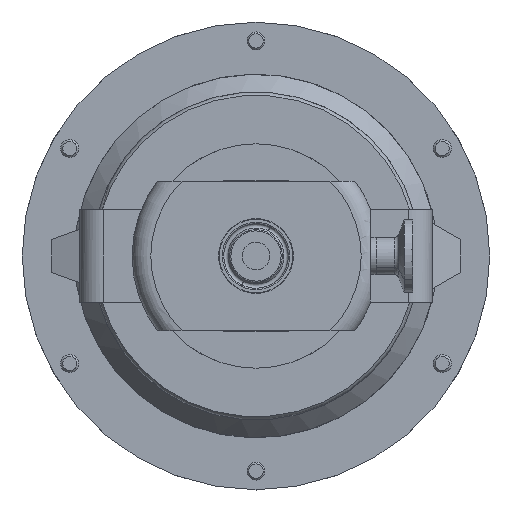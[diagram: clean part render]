
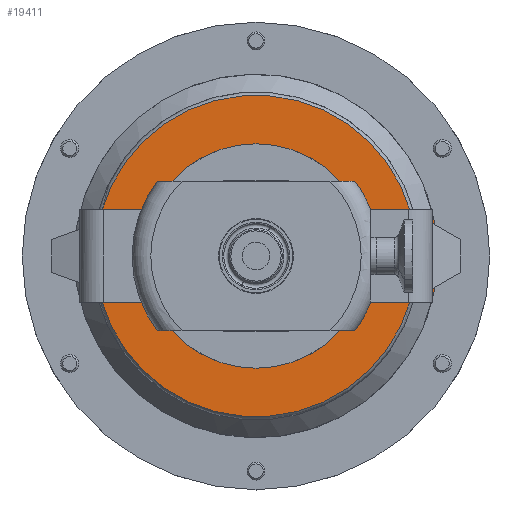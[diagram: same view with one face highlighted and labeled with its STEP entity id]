
A CAD part, front view. The second image highlights one B-rep face of the part: STEP entity #19411.
In plain terms, the highlighted planar face has unit normal (0, -1, 0).
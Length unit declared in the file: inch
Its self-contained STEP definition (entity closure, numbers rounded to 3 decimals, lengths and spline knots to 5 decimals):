
#99 = VERTEX_POINT ( 'NONE', #9268 ) ;
#821 = DIRECTION ( 'NONE',  ( 0., -1., 0. ) ) ;
#1113 = EDGE_CURVE ( 'NONE', #14732, #19318, #22466, .T. ) ;
#1457 = DIRECTION ( 'NONE',  ( 1., 0., 0. ) ) ;
#1467 = VERTEX_POINT ( 'NONE', #3825 ) ;
#1584 = VERTEX_POINT ( 'NONE', #20640 ) ;
#1959 = CARTESIAN_POINT ( 'NONE',  ( 0., 6.892, 0. ) ) ;
#2752 = AXIS2_PLACEMENT_3D ( 'NONE', #1959, #14677, #7575 ) ;
#2794 = ORIENTED_EDGE ( 'NONE', *, *, #20332, .T. ) ;
#2799 = CARTESIAN_POINT ( 'NONE',  ( 0., 6.892, 1.5 ) ) ;
#3321 = CIRCLE ( 'NONE', #6820, 2.14874 ) ;
#3397 = ORIENTED_EDGE ( 'NONE', *, *, #6335, .F. ) ;
#3825 = CARTESIAN_POINT ( 'NONE',  ( -2.11301, 6.892, -0.585 ) ) ;
#3830 = DIRECTION ( 'NONE',  ( 0., -1., 0. ) ) ;
#4032 = ORIENTED_EDGE ( 'NONE', *, *, #9236, .T. ) ;
#4335 = CARTESIAN_POINT ( 'NONE',  ( 0., 6.892, 0. ) ) ;
#4526 = CARTESIAN_POINT ( 'NONE',  ( 0., 6.892, 0. ) ) ;
#4616 = CARTESIAN_POINT ( 'NONE',  ( 2.06757, 6.892, -0.585 ) ) ;
#4727 = CARTESIAN_POINT ( 'NONE',  ( -2.11301, 6.892, -0.585 ) ) ;
#4820 = DIRECTION ( 'NONE',  ( -1., 0., 0. ) ) ;
#4935 = EDGE_CURVE ( 'NONE', #1584, #1467, #5059, .T. ) ;
#4971 = CARTESIAN_POINT ( 'NONE',  ( -2.11301, 6.892, 0.585 ) ) ;
#5059 = CIRCLE ( 'NONE', #2752, 2.1925 ) ;
#5731 = CIRCLE ( 'NONE', #22272, 1.5 ) ;
#6124 = DIRECTION ( 'NONE',  ( -1., 0., 0. ) ) ;
#6225 = DIRECTION ( 'NONE',  ( 1., 0., 0. ) ) ;
#6335 = EDGE_CURVE ( 'NONE', #14574, #23223, #11821, .T. ) ;
#6820 = AXIS2_PLACEMENT_3D ( 'NONE', #16678, #3830, #9235 ) ;
#7079 = VECTOR ( 'NONE', #23033, 39.37008 ) ;
#7231 = CARTESIAN_POINT ( 'NONE',  ( 0., 6.892, 0. ) ) ;
#7407 = CIRCLE ( 'NONE', #20387, 2.4285 ) ;
#7466 = VECTOR ( 'NONE', #13677, 39.37008 ) ;
#7509 = VECTOR ( 'NONE', #6124, 39.37008 ) ;
#7575 = DIRECTION ( 'NONE',  ( 1., 0., 0. ) ) ;
#7728 = CARTESIAN_POINT ( 'NONE',  ( 0., 6.892, -0.46 ) ) ;
#7776 = ORIENTED_EDGE ( 'NONE', *, *, #21976, .T. ) ;
#8144 = DIRECTION ( 'NONE',  ( 0., -1., 0. ) ) ;
#8377 = AXIS2_PLACEMENT_3D ( 'NONE', #7728, #13450, #16925 ) ;
#8391 = CARTESIAN_POINT ( 'NONE',  ( 2.35699, 6.892, 0.585 ) ) ;
#8641 = EDGE_CURVE ( 'NONE', #23223, #14574, #5731, .T. ) ;
#9235 = DIRECTION ( 'NONE',  ( 1., 0., 0. ) ) ;
#9236 = EDGE_CURVE ( 'NONE', #1467, #22198, #17195, .T. ) ;
#9268 = CARTESIAN_POINT ( 'NONE',  ( -2.06757, 6.892, 0.585 ) ) ;
#9499 = PLANE ( 'NONE',  #8377 ) ;
#10157 = VERTEX_POINT ( 'NONE', #4616 ) ;
#10623 = FACE_OUTER_BOUND ( 'NONE', #20442, .T. ) ;
#10858 = DIRECTION ( 'NONE',  ( 0., -1., 0. ) ) ;
#11522 = CARTESIAN_POINT ( 'NONE',  ( 2.35699, 6.892, -0.585 ) ) ;
#11537 = ORIENTED_EDGE ( 'NONE', *, *, #8641, .F. ) ;
#11610 = VECTOR ( 'NONE', #4820, 39.37008 ) ;
#11679 = EDGE_LOOP ( 'NONE', ( #3397, #11537 ) ) ;
#11726 = EDGE_CURVE ( 'NONE', #23700, #12080, #16281, .T. ) ;
#11821 = CIRCLE ( 'NONE', #16471, 1.5 ) ;
#12080 = VERTEX_POINT ( 'NONE', #22322 ) ;
#12334 = ORIENTED_EDGE ( 'NONE', *, *, #22192, .T. ) ;
#12794 = LINE ( 'NONE', #4971, #11610 ) ;
#12981 = AXIS2_PLACEMENT_3D ( 'NONE', #7231, #10858, #1457 ) ;
#13112 = CARTESIAN_POINT ( 'NONE',  ( 0., 6.892, 0. ) ) ;
#13181 = EDGE_CURVE ( 'NONE', #22198, #10157, #23761, .T. ) ;
#13450 = DIRECTION ( 'NONE',  ( 0., 1., 0. ) ) ;
#13677 = DIRECTION ( 'NONE',  ( 1., 0., 0. ) ) ;
#13868 = DIRECTION ( 'NONE',  ( 1., 0., 0. ) ) ;
#14574 = VERTEX_POINT ( 'NONE', #18773 ) ;
#14677 = DIRECTION ( 'NONE',  ( 0., -1., 0. ) ) ;
#14732 = VERTEX_POINT ( 'NONE', #8391 ) ;
#14794 = CARTESIAN_POINT ( 'NONE',  ( -2.06757, 6.892, -0.585 ) ) ;
#15259 = LINE ( 'NONE', #4727, #7466 ) ;
#15308 = DIRECTION ( 'NONE',  ( 0., 0., -1. ) ) ;
#15350 = EDGE_CURVE ( 'NONE', #99, #1584, #12794, .T. ) ;
#15547 = DIRECTION ( 'NONE',  ( 0., 0., -1. ) ) ;
#16281 = CIRCLE ( 'NONE', #12981, 2.4285 ) ;
#16471 = AXIS2_PLACEMENT_3D ( 'NONE', #4335, #18894, #15308 ) ;
#16678 = CARTESIAN_POINT ( 'NONE',  ( 0., 6.892, 0. ) ) ;
#16925 = DIRECTION ( 'NONE',  ( 1., 0., 0. ) ) ;
#17195 = LINE ( 'NONE', #17421, #7079 ) ;
#17421 = CARTESIAN_POINT ( 'NONE',  ( -2.11301, 6.892, -0.585 ) ) ;
#17529 = FACE_BOUND ( 'NONE', #11679, .T. ) ;
#18250 = ORIENTED_EDGE ( 'NONE', *, *, #11726, .T. ) ;
#18622 = ORIENTED_EDGE ( 'NONE', *, *, #13181, .T. ) ;
#18773 = CARTESIAN_POINT ( 'NONE',  ( 0., 6.892, -1.5 ) ) ;
#18894 = DIRECTION ( 'NONE',  ( 0., -1., 0. ) ) ;
#19093 = CARTESIAN_POINT ( 'NONE',  ( 0., 6.892, 0. ) ) ;
#19132 = ORIENTED_EDGE ( 'NONE', *, *, #4935, .T. ) ;
#19318 = VERTEX_POINT ( 'NONE', #20272 ) ;
#19408 = ORIENTED_EDGE ( 'NONE', *, *, #1113, .T. ) ;
#19411 = ADVANCED_FACE ( 'NONE', ( #17529, #10623 ), #9499, .F. ) ;
#20211 = AXIS2_PLACEMENT_3D ( 'NONE', #4526, #22773, #6225 ) ;
#20272 = CARTESIAN_POINT ( 'NONE',  ( 2.06757, 6.892, 0.585 ) ) ;
#20332 = EDGE_CURVE ( 'NONE', #10157, #23700, #15259, .T. ) ;
#20387 = AXIS2_PLACEMENT_3D ( 'NONE', #19093, #8144, #13868 ) ;
#20442 = EDGE_LOOP ( 'NONE', ( #12334, #22557, #19132, #4032, #18622, #2794, #18250, #7776, #19408 ) ) ;
#20640 = CARTESIAN_POINT ( 'NONE',  ( -2.11301, 6.892, 0.585 ) ) ;
#21976 = EDGE_CURVE ( 'NONE', #12080, #14732, #7407, .T. ) ;
#22192 = EDGE_CURVE ( 'NONE', #19318, #99, #3321, .T. ) ;
#22198 = VERTEX_POINT ( 'NONE', #14794 ) ;
#22272 = AXIS2_PLACEMENT_3D ( 'NONE', #13112, #821, #15547 ) ;
#22322 = CARTESIAN_POINT ( 'NONE',  ( 2.4285, 6.892, 0. ) ) ;
#22466 = LINE ( 'NONE', #22694, #7509 ) ;
#22557 = ORIENTED_EDGE ( 'NONE', *, *, #15350, .T. ) ;
#22694 = CARTESIAN_POINT ( 'NONE',  ( -2.11301, 6.892, 0.585 ) ) ;
#22773 = DIRECTION ( 'NONE',  ( 0., -1., 0. ) ) ;
#23033 = DIRECTION ( 'NONE',  ( 1., 0., 0. ) ) ;
#23223 = VERTEX_POINT ( 'NONE', #2799 ) ;
#23700 = VERTEX_POINT ( 'NONE', #11522 ) ;
#23761 = CIRCLE ( 'NONE', #20211, 2.14874 ) ;
